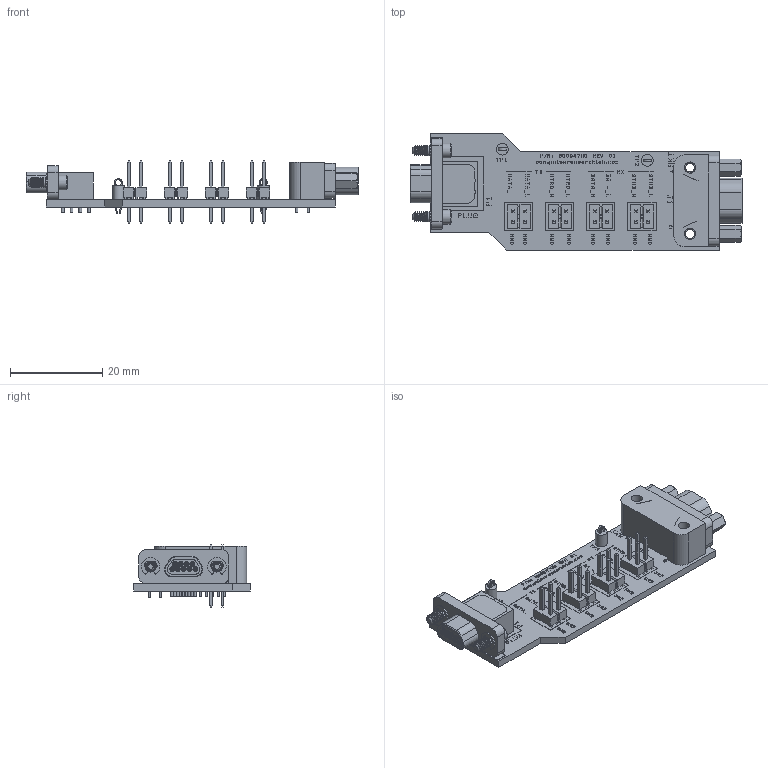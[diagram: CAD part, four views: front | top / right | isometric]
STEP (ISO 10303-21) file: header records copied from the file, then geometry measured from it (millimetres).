
FILE_DESCRIPTION(/* description */ (''),/* implementation_level */ '2;1');
FILE_NAME(/* name */ '56004785-CS-02-04-2019 v2.step',/* time_stamp */ '2019-02-04T15:11:37-08:00',/* author */ ('pascual.roberto'),/* organization */ (''),/* preprocessor_version */ 'ST-DEVELOPER v17.2',/* originating_system */ 'Autodesk Translation Framework v7.6.0.251',/* authorisation */ '');
FILE_SCHEMA (('AUTOMOTIVE_DESIGN { 1 0 10303 214 3 1 1 }'));
Products named in the file (11): 56004785-SS-02-04-2019; MALE_MICROD; Board; Female MicroD; Header 2; Test Point 2; Test Point 1; Header 3; Header 4; Header 3_1; Header 1
Assembly tree (14 placements, depth 4):
  56004785-SS-02-04-2019
    MALE_MICROD
    Board
    Female MicroD
    Header 1
    Header 2
      Header 1
    Test Point 1
    Test Point 2
      Test Point 1
    Header 3
      Header 1
    Header 4
      Header 3_1
        Header 1
Bounding box: 71.89 x 25.15 x 13.46 mm (x, y, z)
Volume: 4888.2 mm3; surface area: 8270.8 mm2
Topology: 37 solids, 278 shells, 2706 faces, 7878 edges, 5521 vertices
Faces by surface type: plane 2032, cylinder 432, cone 164, bspline 48, torus 30
Full cylindrical faces by diameter (mm): 0.33 x18, 0.508 x9, 0.564 x9, 0.571 x18, 0.61 x9, 0.635 x18, 0.762 x27, 0.813 x18, 0.838 x9, 0.859 x9, 0.914 x9, 0.965 x9, 0.986 x9, 1.016 x14, 1.346 x2, 1.524 x2, 1.595 x12, 1.613 x12, 1.905 x2, 2.184 x24, 2.21 x2, 2.362 x2, 2.388 x2, 2.438 x4, 2.54 x2, 3.175 x2
Entity records: 95506 total; most frequent: CARTESIAN_POINT 34885, DIRECTION 11819, ORIENTED_EDGE 11164, EDGE_CURVE 6633, VERTEX_POINT 4753, LINE 4439, VECTOR 4439, AXIS2_PLACEMENT_3D 3690
